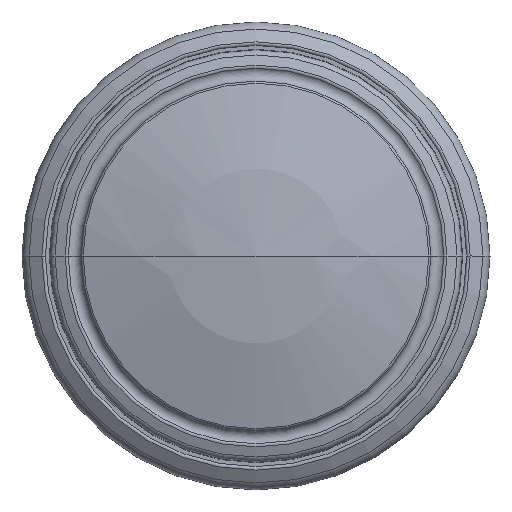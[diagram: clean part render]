
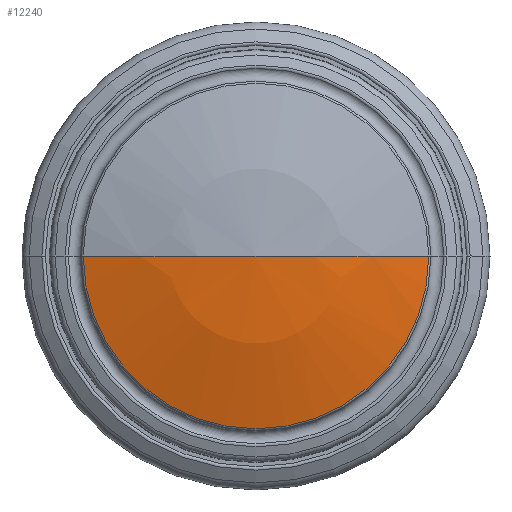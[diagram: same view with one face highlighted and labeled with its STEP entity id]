
A CAD part, front view. The second image highlights one B-rep face of the part: STEP entity #12240.
In plain terms, the highlighted spherical face has radius 36.167 mm.
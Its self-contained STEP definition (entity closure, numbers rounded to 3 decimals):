
#11950=CARTESIAN_POINT('',(36.88,30.088,
0.));
#11960=DIRECTION('',(0.,-1.,0.));
#11970=DIRECTION('',(-1.,0.,0.));
#11980=AXIS2_PLACEMENT_3D('',#11950,#11960,#11970);
#11990=SPHERICAL_SURFACE('',#11980,36.168);
#12000=CARTESIAN_POINT('',(36.88,30.088,
0.));
#12010=DIRECTION('',(0.,0.,1.));
#12020=DIRECTION('',(-1.,0.,0.));
#12030=AXIS2_PLACEMENT_3D('',#12000,#12010,#12020);
#12040=CIRCLE('',#12030,36.168);
#12050=CARTESIAN_POINT('',(25.807,-4.343,
0.));
#12060=VERTEX_POINT('',#12050);
#12070=CARTESIAN_POINT('',(36.88,-6.08,
0.));
#12080=VERTEX_POINT('',#12070);
#12090=EDGE_CURVE('',#12060,#12080,#12040,.T.);
#12100=ORIENTED_EDGE('',*,*,#12090,.F.);
#12110=CARTESIAN_POINT('',(47.953,-4.343,
0.));
#12120=VERTEX_POINT('',#12110);
#12130=EDGE_CURVE('',#12080,#12120,#12040,.T.);
#12140=ORIENTED_EDGE('',*,*,#12130,.F.);
#12150=CARTESIAN_POINT('',(36.88,-4.343,
0.));
#12160=DIRECTION('',(0.,-1.,0.));
#12170=DIRECTION('',(-1.,0.,0.));
#12180=AXIS2_PLACEMENT_3D('',#12150,#12160,#12170);
#12190=CIRCLE('',#12180,11.073);
#12200=EDGE_CURVE('',#12060,#12120,#12190,.T.);
#12210=ORIENTED_EDGE('',*,*,#12200,.T.);
#12220=EDGE_LOOP('',(#12210,#12140,#12100));
#12230=FACE_OUTER_BOUND('',#12220,.T.);
#12240=ADVANCED_FACE('',(#12230),#11990,.T.);
